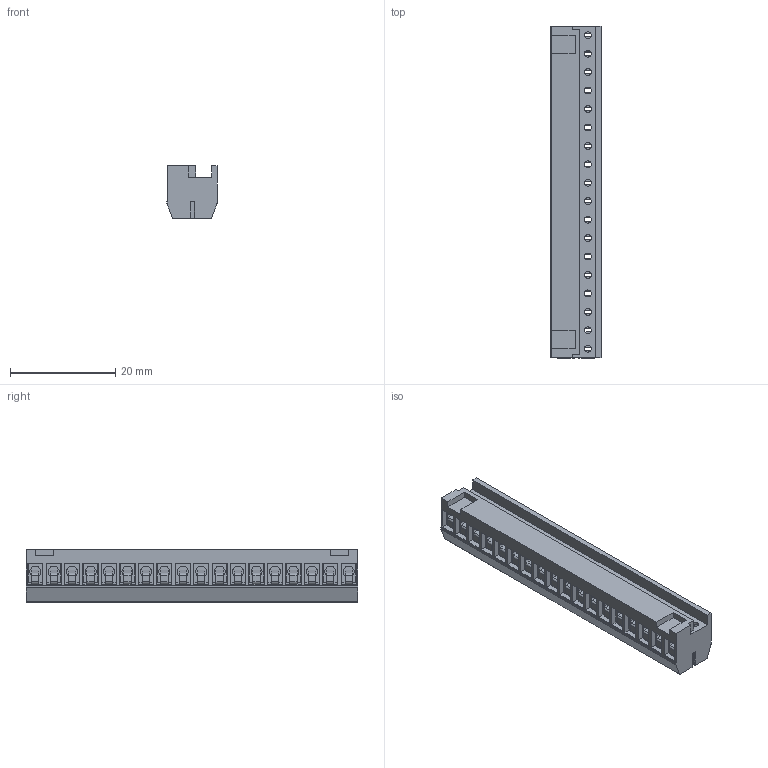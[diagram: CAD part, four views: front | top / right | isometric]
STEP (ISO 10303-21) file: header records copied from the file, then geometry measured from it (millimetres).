
FILE_DESCRIPTION((''),'2;1');
FILE_NAME('0','2024-11-15T14:20:53',('sheji'),(''),'CREO PARAMETRIC BY PTC INC, 2018100','CREO PARAMETRIC BY PTC INC, 2018100','');
FILE_SCHEMA(('CONFIG_CONTROL_DESIGN'));
Length unit declared in the file: millimetre
Products named in the file (1): 0
Bounding box: 9.5 x 63 x 10 mm (x, y, z)
Volume: 4434.5 mm3; surface area: 4819.8 mm2
Topology: 1 solids, 1 shells, 1072 faces, 2724 edges, 1690 vertices
Faces by surface type: plane 628, cylinder 264, cone 72, bspline 54, extrusion 54
Entity records: 33540 total; most frequent: CARTESIAN_POINT 7698, ORIENTED_EDGE 5448, DIRECTION 5144, EDGE_CURVE 2724, VECTOR 1872, LINE 1818, VERTEX_POINT 1690, AXIS2_PLACEMENT_3D 1636
